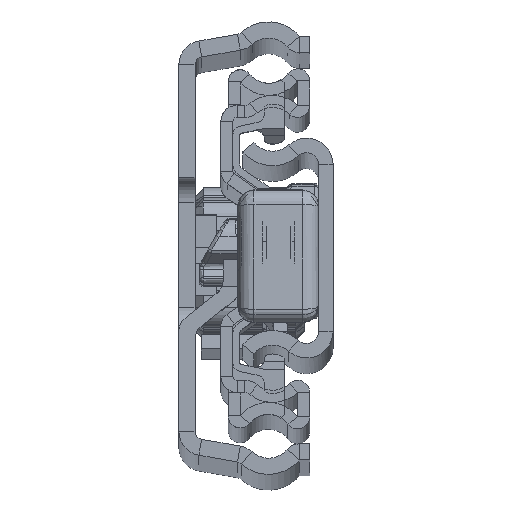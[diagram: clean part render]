
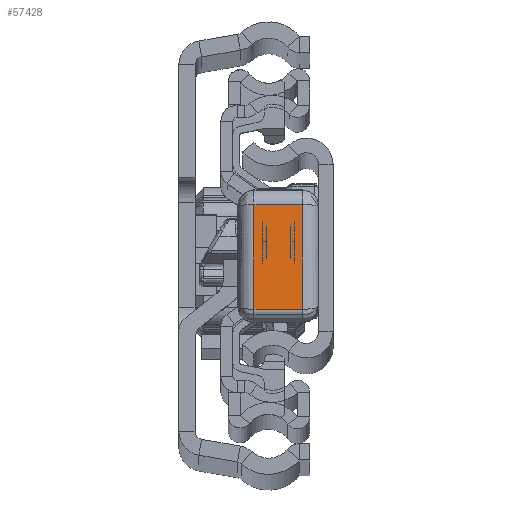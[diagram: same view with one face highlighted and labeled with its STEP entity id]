
A CAD part, top view. The second image highlights one B-rep face of the part: STEP entity #57428.
In plain terms, the highlighted face is planar.
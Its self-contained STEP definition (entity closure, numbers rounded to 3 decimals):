
#1124 = DIRECTION ( 'NONE',  ( 0., 1., 0. ) ) ;
#2603 = VECTOR ( 'NONE', #52942, 1000. ) ;
#2776 = ORIENTED_EDGE ( 'NONE', *, *, #21504, .T. ) ;
#5104 = CARTESIAN_POINT ( 'NONE',  ( 39.636, 0.361, 2. ) ) ;
#11792 = LINE ( 'NONE', #32396, #2603 ) ;
#12125 = DIRECTION ( 'NONE',  ( -1., 0., 0. ) ) ;
#13796 = EDGE_LOOP ( 'NONE', ( #2776, #17668, #60583, #38221 ) ) ;
#15441 = CARTESIAN_POINT ( 'NONE',  ( 39.636, 0.361, 8. ) ) ;
#15963 = VECTOR ( 'NONE', #1124, 1000. ) ;
#16206 = LINE ( 'NONE', #21969, #18114 ) ;
#16400 = LINE ( 'NONE', #57551, #63425 ) ;
#17668 = ORIENTED_EDGE ( 'NONE', *, *, #22514, .T. ) ;
#18114 = VECTOR ( 'NONE', #32074, 1000. ) ;
#19190 = CARTESIAN_POINT ( 'NONE',  ( 39.636, -12.609, 8. ) ) ;
#19410 = CARTESIAN_POINT ( 'NONE',  ( 39.636, -12.609, 2. ) ) ;
#21504 = EDGE_CURVE ( 'NONE', #44394, #48910, #37541, .T. ) ;
#21917 = AXIS2_PLACEMENT_3D ( 'NONE', #48193, #12125, #49219 ) ;
#21969 = CARTESIAN_POINT ( 'NONE',  ( 39.636, 0., 8. ) ) ;
#22514 = EDGE_CURVE ( 'NONE', #48910, #62952, #16400, .T. ) ;
#29134 = EDGE_CURVE ( 'NONE', #55326, #44394, #11792, .T. ) ;
#30940 = CARTESIAN_POINT ( 'NONE',  ( 39.636, 0., 2. ) ) ;
#32074 = DIRECTION ( 'NONE',  ( 0., -1., 0. ) ) ;
#32396 = CARTESIAN_POINT ( 'NONE',  ( 39.636, -12.609, 5.5 ) ) ;
#35977 = EDGE_CURVE ( 'NONE', #62952, #55326, #16206, .T. ) ;
#37541 = LINE ( 'NONE', #30940, #15963 ) ;
#37764 = FACE_OUTER_BOUND ( 'NONE', #13796, .T. ) ;
#38221 = ORIENTED_EDGE ( 'NONE', *, *, #29134, .T. ) ;
#39131 = PLANE ( 'NONE',  #21917 ) ;
#44394 = VERTEX_POINT ( 'NONE', #19410 ) ;
#47079 = DIRECTION ( 'NONE',  ( 0., 0., 1. ) ) ;
#48193 = CARTESIAN_POINT ( 'NONE',  ( 39.636, 0., 5.5 ) ) ;
#48910 = VERTEX_POINT ( 'NONE', #5104 ) ;
#49219 = DIRECTION ( 'NONE',  ( 0., 0., -1. ) ) ;
#52942 = DIRECTION ( 'NONE',  ( 0., 0., -1. ) ) ;
#55326 = VERTEX_POINT ( 'NONE', #19190 ) ;
#57428 = ADVANCED_FACE ( 'NONE', ( #37764 ), #39131, .F. ) ;
#57551 = CARTESIAN_POINT ( 'NONE',  ( 39.636, 0.361, 5.5 ) ) ;
#60583 = ORIENTED_EDGE ( 'NONE', *, *, #35977, .T. ) ;
#62952 = VERTEX_POINT ( 'NONE', #15441 ) ;
#63425 = VECTOR ( 'NONE', #47079, 1000. ) ;
